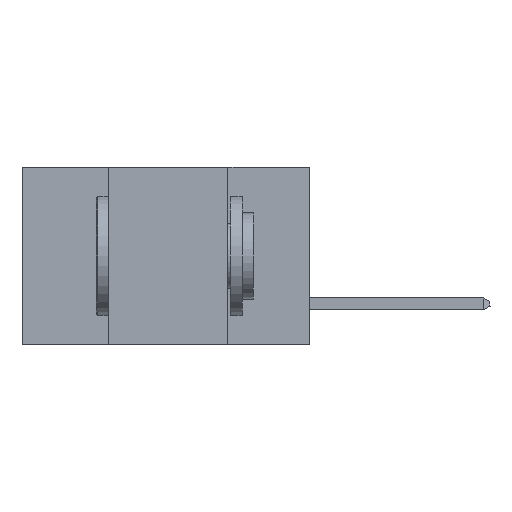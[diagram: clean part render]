
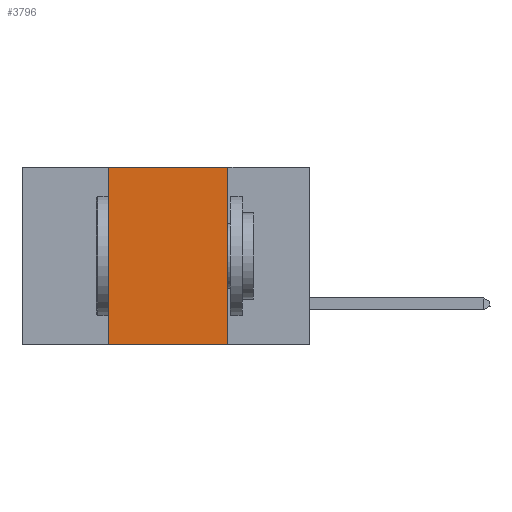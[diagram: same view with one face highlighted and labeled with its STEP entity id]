
A CAD part, left-side view. The second image highlights one B-rep face of the part: STEP entity #3796.
In plain terms, the highlighted planar face has unit normal (-1, 0, 0).
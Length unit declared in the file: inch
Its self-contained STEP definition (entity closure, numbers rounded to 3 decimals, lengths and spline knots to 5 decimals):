
#1107 = CARTESIAN_POINT ( 'NONE',  ( 0., 0.17, 0. ) ) ;
#2039 = VECTOR ( 'NONE', #25909, 39.37008 ) ;
#2047 = ORIENTED_EDGE ( 'NONE', *, *, #31480, .F. ) ;
#3000 = VERTEX_POINT ( 'NONE', #19852 ) ;
#3098 = EDGE_CURVE ( 'NONE', #4266, #26062, #4134, .T. ) ;
#3796 = ADVANCED_FACE ( 'NONE', ( #20520 ), #28303, .F. ) ;
#4053 = EDGE_LOOP ( 'NONE', ( #2047, #4954, #8247, #12774 ) ) ;
#4134 = LINE ( 'NONE', #28996, #2039 ) ;
#4266 = VERTEX_POINT ( 'NONE', #29273 ) ;
#4954 = ORIENTED_EDGE ( 'NONE', *, *, #11921, .F. ) ;
#5128 = VECTOR ( 'NONE', #8863, 39.37008 ) ;
#8247 = ORIENTED_EDGE ( 'NONE', *, *, #3098, .F. ) ;
#8863 = DIRECTION ( 'NONE',  ( 0., 0., -1. ) ) ;
#11921 = EDGE_CURVE ( 'NONE', #26062, #18805, #24920, .T. ) ;
#12293 = LINE ( 'NONE', #16975, #5128 ) ;
#12774 = ORIENTED_EDGE ( 'NONE', *, *, #13542, .T. ) ;
#13542 = EDGE_CURVE ( 'NONE', #4266, #3000, #16830, .T. ) ;
#14212 = CARTESIAN_POINT ( 'NONE',  ( 0., 0.6, -0.37 ) ) ;
#14843 = DIRECTION ( 'NONE',  ( 1., 0., 0. ) ) ;
#16830 = LINE ( 'NONE', #14212, #25293 ) ;
#16975 = CARTESIAN_POINT ( 'NONE',  ( 0., 0.17, 0. ) ) ;
#17339 = CARTESIAN_POINT ( 'NONE',  ( 0., 0.6, 0. ) ) ;
#17511 = DIRECTION ( 'NONE',  ( 0., 0., -1. ) ) ;
#18805 = VERTEX_POINT ( 'NONE', #1107 ) ;
#19852 = CARTESIAN_POINT ( 'NONE',  ( 0., 0.17, -0.37 ) ) ;
#20356 = AXIS2_PLACEMENT_3D ( 'NONE', #22857, #14843, #17511 ) ;
#20520 = FACE_OUTER_BOUND ( 'NONE', #4053, .T. ) ;
#22857 = CARTESIAN_POINT ( 'NONE',  ( 0., 0.6, 0. ) ) ;
#23713 = DIRECTION ( 'NONE',  ( 0., -1., 0. ) ) ;
#23723 = VECTOR ( 'NONE', #23713, 39.37008 ) ;
#24920 = LINE ( 'NONE', #17339, #23723 ) ;
#25272 = CARTESIAN_POINT ( 'NONE',  ( 0., 0.42, 0. ) ) ;
#25293 = VECTOR ( 'NONE', #33195, 39.37008 ) ;
#25909 = DIRECTION ( 'NONE',  ( 0., 0., 1. ) ) ;
#26062 = VERTEX_POINT ( 'NONE', #25272 ) ;
#28303 = PLANE ( 'NONE',  #20356 ) ;
#28996 = CARTESIAN_POINT ( 'NONE',  ( 0., 0.42, 0. ) ) ;
#29273 = CARTESIAN_POINT ( 'NONE',  ( 0., 0.42, -0.37 ) ) ;
#31480 = EDGE_CURVE ( 'NONE', #18805, #3000, #12293, .T. ) ;
#33195 = DIRECTION ( 'NONE',  ( 0., -1., 0. ) ) ;
